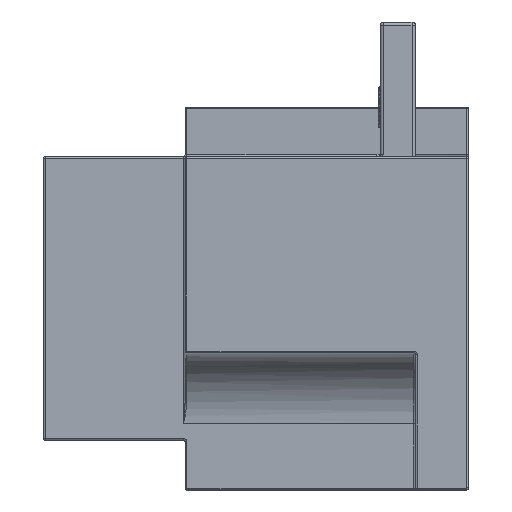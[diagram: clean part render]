
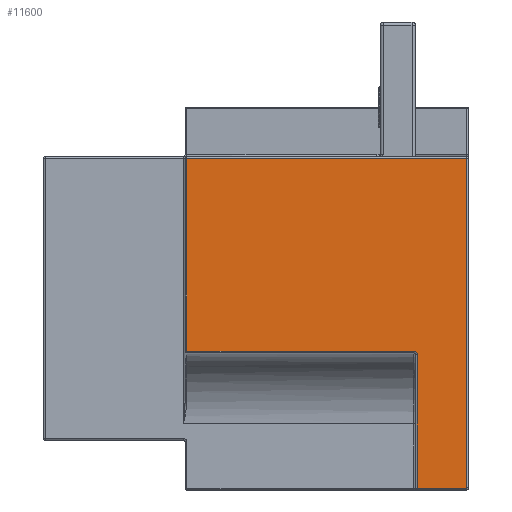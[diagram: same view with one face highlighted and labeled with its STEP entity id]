
A CAD part, left-side view. The second image highlights one B-rep face of the part: STEP entity #11600.
In plain terms, the highlighted planar face has unit normal (-1, 0, 0).
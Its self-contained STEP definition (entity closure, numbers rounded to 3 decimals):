
#61 = CARTESIAN_POINT ( 'NONE',  ( 0., 0.05, -1.4 ) ) ;
#93 = EDGE_CURVE ( 'NONE', #10603, #4936, #11978, .T. ) ;
#102 = VECTOR ( 'NONE', #204, 1000. ) ;
#108 = ORIENTED_EDGE ( 'NONE', *, *, #4274, .T. ) ;
#148 = DIRECTION ( 'NONE',  ( 0., 0., -1. ) ) ;
#200 = VERTEX_POINT ( 'NONE', #2407 ) ;
#204 = DIRECTION ( 'NONE',  ( 0., -1., 0. ) ) ;
#433 = DIRECTION ( 'NONE',  ( 0., 0., -1. ) ) ;
#475 = VERTEX_POINT ( 'NONE', #4023 ) ;
#1154 = CARTESIAN_POINT ( 'NONE',  ( 0., 8., -10.75 ) ) ;
#1508 = VERTEX_POINT ( 'NONE', #3238 ) ;
#1897 = CARTESIAN_POINT ( 'NONE',  ( 0., 0.05, -10.735 ) ) ;
#2277 = EDGE_CURVE ( 'NONE', #9942, #475, #6116, .T. ) ;
#2323 = CIRCLE ( 'NONE', #13287, 0.015 ) ;
#2373 = EDGE_CURVE ( 'NONE', #10603, #200, #2323, .T. ) ;
#2403 = AXIS2_PLACEMENT_3D ( 'NONE', #3656, #5720, #9870 ) ;
#2407 = CARTESIAN_POINT ( 'NONE',  ( 0., 0.065, -10.75 ) ) ;
#2540 = ORIENTED_EDGE ( 'NONE', *, *, #10761, .T. ) ;
#2563 = CARTESIAN_POINT ( 'NONE',  ( 0., 7.95, -1.45 ) ) ;
#2609 = VECTOR ( 'NONE', #5324, 1000. ) ;
#2679 = VECTOR ( 'NONE', #433, 1000. ) ;
#2992 = CARTESIAN_POINT ( 'NONE',  ( 0., 8., -6.885 ) ) ;
#3231 = EDGE_CURVE ( 'NONE', #475, #1508, #3844, .T. ) ;
#3238 = CARTESIAN_POINT ( 'NONE',  ( 0., 1.45, -10.75 ) ) ;
#3656 = CARTESIAN_POINT ( 'NONE',  ( 0., 8., -1.4 ) ) ;
#3844 = LINE ( 'NONE', #5597, #2679 ) ;
#4023 = CARTESIAN_POINT ( 'NONE',  ( 0., 1.45, -6.985 ) ) ;
#4224 = LINE ( 'NONE', #2992, #9438 ) ;
#4274 = EDGE_CURVE ( 'NONE', #12741, #7670, #13490, .T. ) ;
#4329 = ORIENTED_EDGE ( 'NONE', *, *, #11898, .T. ) ;
#4472 = ORIENTED_EDGE ( 'NONE', *, *, #6349, .T. ) ;
#4714 = PLANE ( 'NONE',  #2403 ) ;
#4936 = VERTEX_POINT ( 'NONE', #8655 ) ;
#5036 = CARTESIAN_POINT ( 'NONE',  ( 0., 8., -1.45 ) ) ;
#5324 = DIRECTION ( 'NONE',  ( 0., 0., 1. ) ) ;
#5452 = DIRECTION ( 'NONE',  ( 1., 0., 0. ) ) ;
#5582 = DIRECTION ( 'NONE',  ( 0., 0., -1. ) ) ;
#5597 = CARTESIAN_POINT ( 'NONE',  ( 0., 1.45, -10.8 ) ) ;
#5720 = DIRECTION ( 'NONE',  ( 1., 0., 0. ) ) ;
#6029 = ORIENTED_EDGE ( 'NONE', *, *, #93, .T. ) ;
#6116 = CIRCLE ( 'NONE', #11720, 0.1 ) ;
#6150 = DIRECTION ( 'NONE',  ( 0., 0., -1. ) ) ;
#6349 = EDGE_CURVE ( 'NONE', #1508, #200, #8408, .T. ) ;
#7103 = DIRECTION ( 'NONE',  ( 1., 0., 0. ) ) ;
#7214 = DIRECTION ( 'NONE',  ( 0., -1., 0. ) ) ;
#7254 = ORIENTED_EDGE ( 'NONE', *, *, #2373, .F. ) ;
#7416 = VECTOR ( 'NONE', #10735, 1000. ) ;
#7449 = CARTESIAN_POINT ( 'NONE',  ( 0., 0.065, -10.735 ) ) ;
#7593 = CARTESIAN_POINT ( 'NONE',  ( 0., 1.55, -6.885 ) ) ;
#7670 = VERTEX_POINT ( 'NONE', #9054 ) ;
#7720 = ORIENTED_EDGE ( 'NONE', *, *, #2277, .T. ) ;
#7748 = VECTOR ( 'NONE', #5582, 1000. ) ;
#8408 = LINE ( 'NONE', #1154, #102 ) ;
#8490 = EDGE_LOOP ( 'NONE', ( #7254, #6029, #4329, #108, #2540, #7720, #10272, #4472 ) ) ;
#8655 = CARTESIAN_POINT ( 'NONE',  ( 0., 0.05, -1.45 ) ) ;
#9054 = CARTESIAN_POINT ( 'NONE',  ( 0., 7.95, -6.885 ) ) ;
#9438 = VECTOR ( 'NONE', #7214, 1000. ) ;
#9870 = DIRECTION ( 'NONE',  ( 0., 0., -1. ) ) ;
#9942 = VERTEX_POINT ( 'NONE', #7593 ) ;
#10072 = FACE_OUTER_BOUND ( 'NONE', #8490, .T. ) ;
#10195 = LINE ( 'NONE', #5036, #7416 ) ;
#10272 = ORIENTED_EDGE ( 'NONE', *, *, #3231, .T. ) ;
#10603 = VERTEX_POINT ( 'NONE', #1897 ) ;
#10735 = DIRECTION ( 'NONE',  ( 0., 1., 0. ) ) ;
#10761 = EDGE_CURVE ( 'NONE', #7670, #9942, #4224, .T. ) ;
#11600 = ADVANCED_FACE ( 'NONE', ( #10072 ), #4714, .F. ) ;
#11720 = AXIS2_PLACEMENT_3D ( 'NONE', #13407, #7103, #6150 ) ;
#11898 = EDGE_CURVE ( 'NONE', #4936, #12741, #10195, .T. ) ;
#11978 = LINE ( 'NONE', #61, #2609 ) ;
#12741 = VERTEX_POINT ( 'NONE', #2563 ) ;
#12839 = CARTESIAN_POINT ( 'NONE',  ( 0., 7.95, -1.4 ) ) ;
#13287 = AXIS2_PLACEMENT_3D ( 'NONE', #7449, #5452, #148 ) ;
#13407 = CARTESIAN_POINT ( 'NONE',  ( 0., 1.55, -6.985 ) ) ;
#13490 = LINE ( 'NONE', #12839, #7748 ) ;
